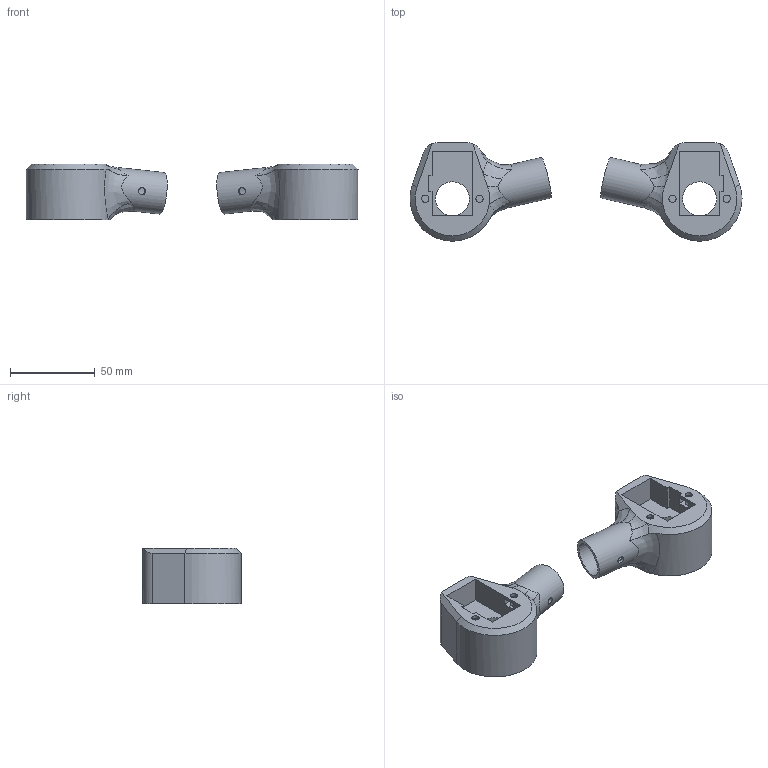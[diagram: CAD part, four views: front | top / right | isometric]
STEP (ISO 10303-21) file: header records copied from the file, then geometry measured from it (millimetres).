
FILE_DESCRIPTION(/* description */ (''),/* implementation_level */ '2;1');
FILE_NAME(/* name */ 'Directional Motor Support Back v31.stp',/* time_stamp */ '2020-12-05T18:08:02+01:00',/* author */ (''),/* organization */ (''),/* preprocessor_version */ 'ST-DEVELOPER v18.1',/* originating_system */ 'Autodesk Translation Framework v9.3.0.1241',/* authorisation */ '');
FILE_SCHEMA (('AUTOMOTIVE_DESIGN { 1 0 10303 214 3 1 1 }'));
Length unit declared in the file: millimetre
Products named in the file (3): Directional Motor Support - Back; DMS - Back - Left; DMS - Back - Right
Assembly tree (2 placements, depth 2):
  Directional Motor Support - Back
    DMS - Back - Left
    DMS - Back - Right
Bounding box: 196 x 58 x 33 mm (x, y, z)
Volume: 118415.9 mm3; surface area: 35885.5 mm2
Topology: 2 solids, 2 shells, 112 faces, 290 edges, 192 vertices
Faces by surface type: plane 64, cylinder 28, bspline 18, cone 2
Full cylindrical faces by diameter (mm): 4.2 x4, 4.3 x8, 20 x2, 20.6 x2, 24.6 x2, 28 x2, 42 x2
Entity records: 4566 total; most frequent: CARTESIAN_POINT 1777, ORIENTED_EDGE 580, DIRECTION 512, EDGE_CURVE 290, VERTEX_POINT 192, AXIS2_PLACEMENT_3D 179, LINE 154, VECTOR 154
